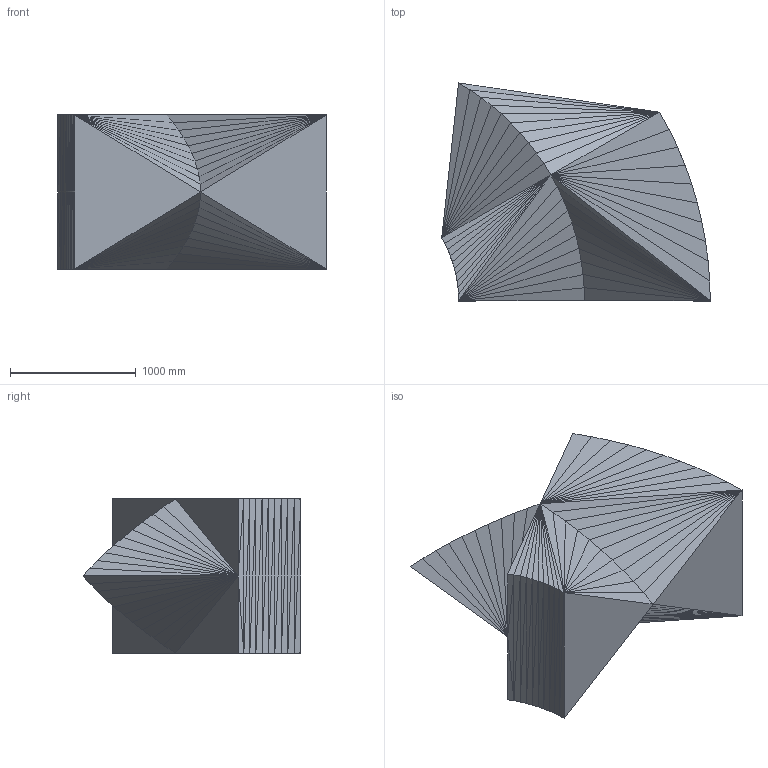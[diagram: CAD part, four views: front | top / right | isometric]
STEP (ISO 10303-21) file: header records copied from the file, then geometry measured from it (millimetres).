
FILE_DESCRIPTION(/* description */ (''),/* implementation_level */ '2;1');
FILE_NAME(/* name */ 'TubularVersatileBlock',/* time_stamp */ '2024-05-02T09:40:11+02:00',/* author */ (''),/* organization */ (''),/* preprocessor_version */ 'ST-DEVELOPER v16.5',/* originating_system */ 'Rhino 7.27',/* authorisation */ '');
FILE_SCHEMA (('CONFIG_CONTROL_DESIGN'));
Length unit declared in the file: millimetre
Products named in the file (1): Document
Bounding box: 2133.97 x 1732.05 x 1224.74 mm (x, y, z)
Volume: 2563927807 mm3; surface area: 12563642.2 mm2
Topology: 1 solids, 1 shells, 168 faces, 252 edges, 86 vertices
Faces by surface type: plane 168
Entity records: 2954 total; most frequent: CARTESIAN_POINT 760, ORIENTED_EDGE 504, EDGE_CURVE 252, B_SPLINE_CURVE_WITH_KNOTS 252, DIRECTION 172, AXIS2_PLACEMENT_3D 170, ADVANCED_FACE 168, FACE_OUTER_BOUND 168
